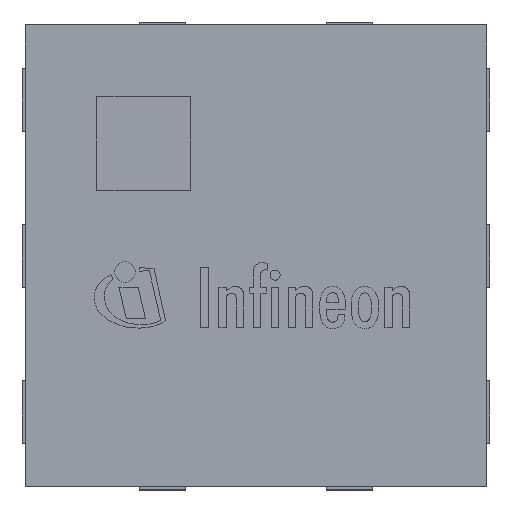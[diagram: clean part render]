
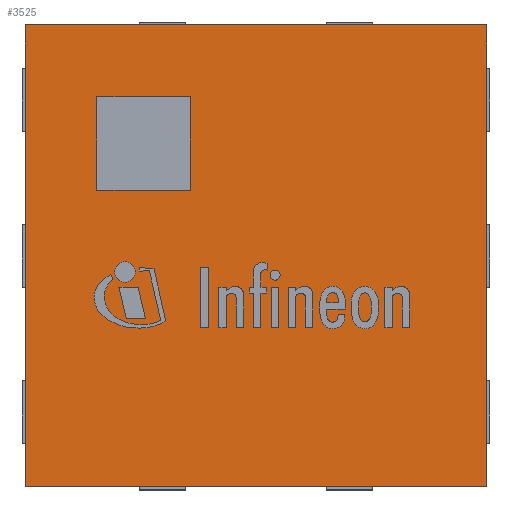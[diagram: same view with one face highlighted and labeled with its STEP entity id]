
A CAD part, top view. The second image highlights one B-rep face of the part: STEP entity #3525.
In plain terms, the highlighted planar face has unit normal (0, 0, 1).
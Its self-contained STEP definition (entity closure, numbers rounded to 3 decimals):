
#78=FACE_BOUND('',#410,.T.);
#185=FACE_OUTER_BOUND('',#409,.T.);
#409=EDGE_LOOP('',(#2467,#2468,#2469,#2470));
#410=EDGE_LOOP('',(#2471,#2472,#2473,#2474));
#674=LINE('',#4983,#1121);
#678=LINE('',#4990,#1125);
#681=LINE('',#4996,#1128);
#683=LINE('',#4999,#1130);
#684=LINE('',#5003,#1131);
#685=LINE('',#5005,#1132);
#686=LINE('',#5007,#1133);
#687=LINE('',#5008,#1134);
#1121=VECTOR('',#4100,1000.);
#1125=VECTOR('',#4106,1000.);
#1128=VECTOR('',#4111,1000.);
#1130=VECTOR('',#4115,1000.);
#1131=VECTOR('',#4118,1000.);
#1132=VECTOR('',#4119,1000.);
#1133=VECTOR('',#4120,1000.);
#1134=VECTOR('',#4121,1000.);
#1544=VERTEX_POINT('',#4980);
#1545=VERTEX_POINT('',#4982);
#1547=VERTEX_POINT('',#4988);
#1549=VERTEX_POINT('',#4994);
#1550=VERTEX_POINT('',#5001);
#1551=VERTEX_POINT('',#5002);
#1552=VERTEX_POINT('',#5004);
#1553=VERTEX_POINT('',#5006);
#1894=EDGE_CURVE('',#1545,#1544,#674,.T.);
#1898=EDGE_CURVE('',#1544,#1547,#678,.T.);
#1901=EDGE_CURVE('',#1547,#1549,#681,.T.);
#1903=EDGE_CURVE('',#1549,#1545,#683,.T.);
#1904=EDGE_CURVE('',#1550,#1551,#684,.T.);
#1905=EDGE_CURVE('',#1552,#1550,#685,.T.);
#1906=EDGE_CURVE('',#1553,#1552,#686,.T.);
#1907=EDGE_CURVE('',#1551,#1553,#687,.T.);
#2467=ORIENTED_EDGE('',*,*,#1894,.T.);
#2468=ORIENTED_EDGE('',*,*,#1898,.T.);
#2469=ORIENTED_EDGE('',*,*,#1901,.T.);
#2470=ORIENTED_EDGE('',*,*,#1903,.T.);
#2471=ORIENTED_EDGE('',*,*,#1904,.F.);
#2472=ORIENTED_EDGE('',*,*,#1905,.F.);
#2473=ORIENTED_EDGE('',*,*,#1906,.F.);
#2474=ORIENTED_EDGE('',*,*,#1907,.F.);
#3321=PLANE('',#3780);
#3525=ADVANCED_FACE('',(#185,#78),#3321,.T.);
#3780=AXIS2_PLACEMENT_3D('',#5000,#4116,#4117);
#4100=DIRECTION('',(1.,0.,0.));
#4106=DIRECTION('',(0.,1.,0.));
#4111=DIRECTION('',(-1.,0.,0.));
#4115=DIRECTION('',(0.,-1.,0.));
#4116=DIRECTION('center_axis',(0.,0.,1.));
#4117=DIRECTION('ref_axis',(0.,-1.,0.));
#4118=DIRECTION('',(-1.,0.,0.));
#4119=DIRECTION('',(0.,1.,0.));
#4120=DIRECTION('',(1.,0.,0.));
#4121=DIRECTION('',(0.,-1.,0.));
#4980=CARTESIAN_POINT('',(0.74,-0.74,0.4));
#4982=CARTESIAN_POINT('',(-0.74,-0.74,0.4));
#4983=CARTESIAN_POINT('',(0.74,-0.74,0.4));
#4988=CARTESIAN_POINT('',(0.74,0.74,0.4));
#4990=CARTESIAN_POINT('',(0.74,0.74,0.4));
#4994=CARTESIAN_POINT('',(-0.74,0.74,0.4));
#4996=CARTESIAN_POINT('',(0.74,0.74,0.4));
#4999=CARTESIAN_POINT('',(-0.74,0.74,0.4));
#5000=CARTESIAN_POINT('Origin',(0.,0.,0.4));
#5001=CARTESIAN_POINT('',(-0.21,0.51,0.4));
#5002=CARTESIAN_POINT('',(-0.51,0.51,0.4));
#5003=CARTESIAN_POINT('',(-0.21,0.51,0.4));
#5004=CARTESIAN_POINT('',(-0.21,0.21,0.4));
#5005=CARTESIAN_POINT('',(-0.21,0.51,0.4));
#5006=CARTESIAN_POINT('',(-0.51,0.21,0.4));
#5007=CARTESIAN_POINT('',(-0.21,0.21,0.4));
#5008=CARTESIAN_POINT('',(-0.51,0.51,0.4));
